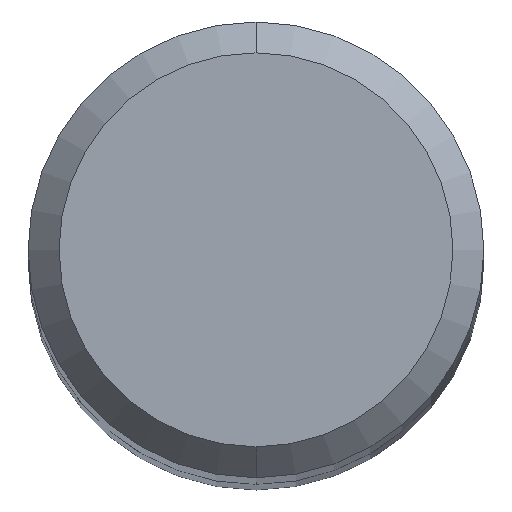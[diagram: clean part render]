
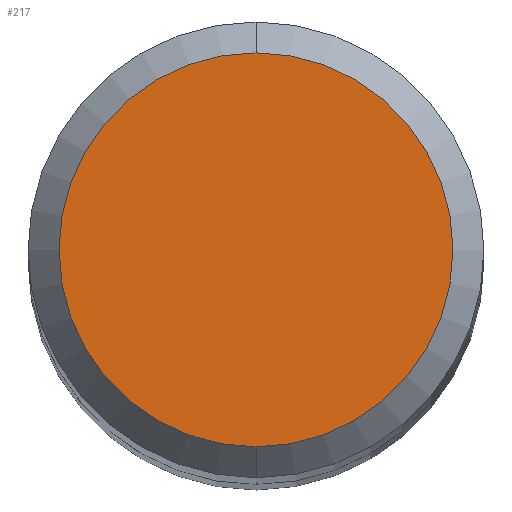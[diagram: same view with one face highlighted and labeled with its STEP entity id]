
A CAD part, top view. The second image highlights one B-rep face of the part: STEP entity #217.
In plain terms, the highlighted planar face has unit normal (0, 0, 1).
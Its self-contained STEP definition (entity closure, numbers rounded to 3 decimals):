
#185=VERTEX_POINT('',#462);
#217=ADVANCED_FACE('',(#499),#500,.T.);
#251=EDGE_CURVE('',#185,#345,#536,.T.);
#345=VERTEX_POINT('',#640);
#395=EDGE_CURVE('',#345,#185,#694,.T.);
#462=CARTESIAN_POINT('',(0.0,2.55,0.0));
#499=FACE_OUTER_BOUND('',#829,.T.);
#500=PLANE('',#830);
#536=CIRCLE('',#902,2.55);
#640=CARTESIAN_POINT('',(0.,-2.55,0.0));
#694=CIRCLE('',#1282,2.55);
#829=EDGE_LOOP('',(#1393,#1394));
#830=AXIS2_PLACEMENT_3D('',#1395,#1396,#1397);
#902=AXIS2_PLACEMENT_3D('',#1425,#1426,#1427);
#1282=AXIS2_PLACEMENT_3D('',#1587,#1588,#1589);
#1393=ORIENTED_EDGE('',*,*,#251,.F.);
#1394=ORIENTED_EDGE('',*,*,#395,.F.);
#1395=CARTESIAN_POINT('',(0.0,1.275,0.0));
#1396=DIRECTION('',(-0.0,0.0,1.0));
#1397=DIRECTION('',(0.0,-1.0,0.0));
#1425=CARTESIAN_POINT('',(0.0,0.0,0.0));
#1426=DIRECTION('',(0.0,0.0,-1.0));
#1427=DIRECTION('',(0.0,1.0,0.0));
#1587=CARTESIAN_POINT('',(0.0,0.0,0.0));
#1588=DIRECTION('',(0.0,0.0,-1.0));
#1589=DIRECTION('',(0.0,1.0,0.0));
